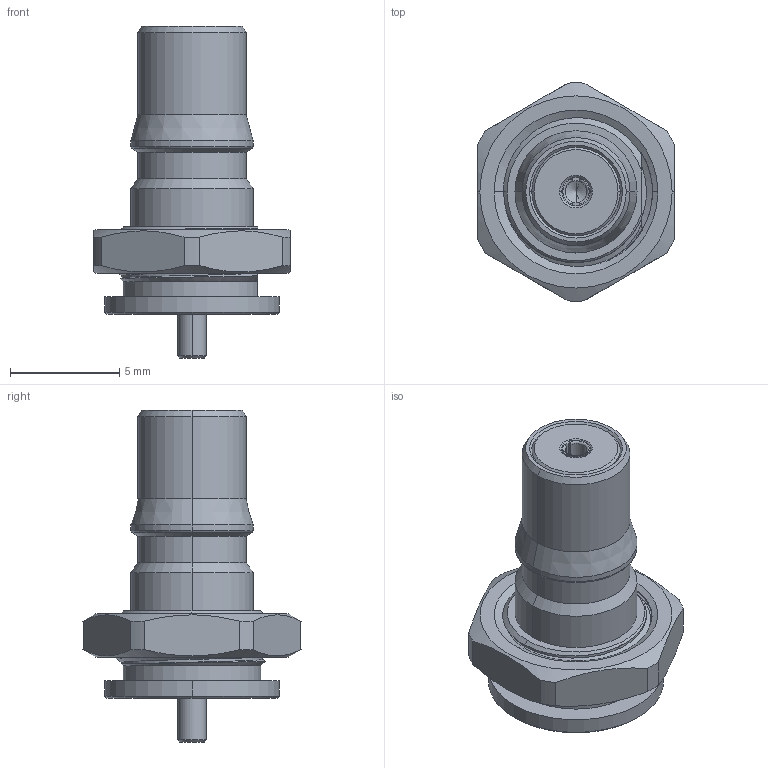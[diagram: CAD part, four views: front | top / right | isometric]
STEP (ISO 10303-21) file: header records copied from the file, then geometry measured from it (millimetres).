
FILE_DESCRIPTION (( 'STEP AP214' ), '1' );
FILE_NAME ('Ðîçåòêà_ÑÐ-50-4-03-Ð-Ï-Ã.STEP', '2018-11-28T11:22:48', ( 'User' ), ( '' ), 'SwSTEP 2.0', 'SolidWorks 2016', '' );
FILE_SCHEMA (( 'AUTOMOTIVE_DESIGN' ));
Length unit declared in the file: millimetre
Products named in the file (1): Ðîçåòêà_ÑÐ-50-4-03-Ð-Ï-Ã
Bounding box: 9 x 10 x 15.2 mm (x, y, z)
Volume: 402.3 mm3; surface area: 560.9 mm2
Topology: 2 solids, 2 shells, 122 faces, 306 edges, 192 vertices
Faces by surface type: cone 38, cylinder 38, plane 24, bspline 18, torus 4
Entity records: 8134 total; most frequent: CARTESIAN_POINT 4067, ORIENTED_EDGE 608, DIRECTION 516, EDGE_CURVE 304, AXIS2_PLACEMENT_3D 208, VERTEX_POINT 192, EDGE_LOOP 130, UNCERTAINTY_MEASURE_WITH_UNIT 126
